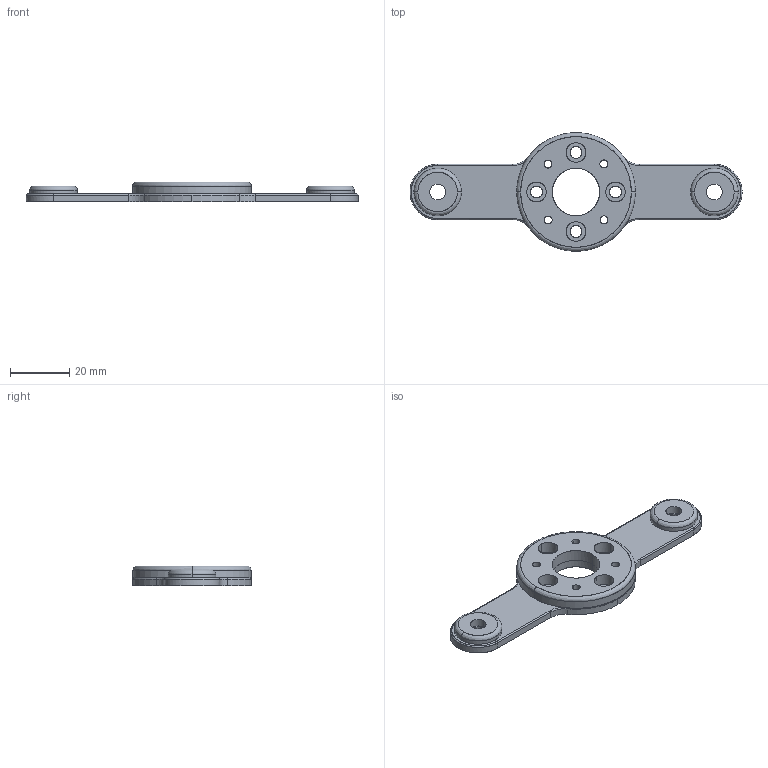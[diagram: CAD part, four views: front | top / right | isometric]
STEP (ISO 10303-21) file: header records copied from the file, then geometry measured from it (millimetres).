
FILE_DESCRIPTION(('FreeCAD Model'),'2;1');
FILE_NAME('Open CASCADE Shape Model','2025-04-27T11:08:36',('FreeCAD'),( 'FreeCAD'),'Open CASCADE STEP processor 7.6','FreeCAD','Unknown');
FILE_SCHEMA(('AUTOMOTIVE_DESIGN { 1 0 10303 214 1 1 1 1 }'));
Length unit declared in the file: millimetre
Products named in the file (1): Open CASCADE STEP translator 7.6 1
Bounding box: 111.74 x 39.91 x 6.65 mm (x, y, z)
Surface area: 9435.6 mm2 (no closed solid volume)
Topology: 0 solids, 94 shells, 94 faces, 476 edges, 476 vertices
Faces by surface type: bspline 94
Entity records: 5256 total; most frequent: CARTESIAN_POINT 3091, ORIENTED_EDGE 476, EDGE_CURVE 476, VERTEX_POINT 476, B_SPLINE_CURVE_WITH_KNOTS 152, FACE_BOUND 138, EDGE_LOOP 138, SHELL_BASED_SURFACE_MODEL 94
